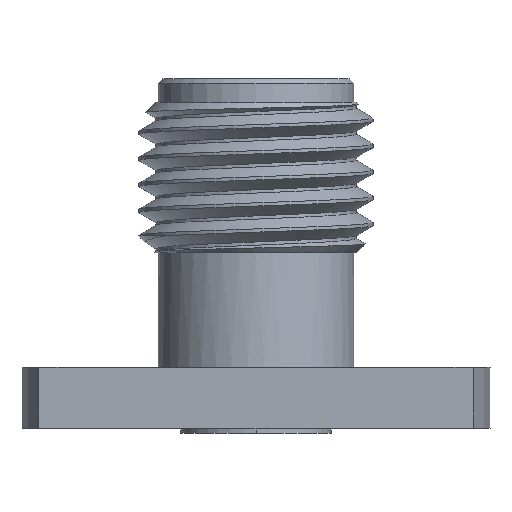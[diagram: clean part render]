
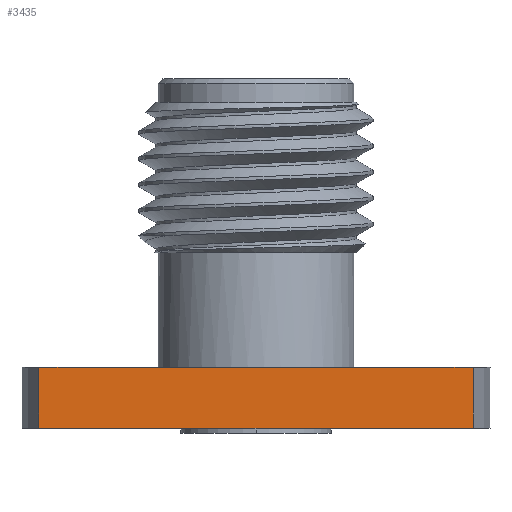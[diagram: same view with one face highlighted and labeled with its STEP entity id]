
A CAD part, left-side view. The second image highlights one B-rep face of the part: STEP entity #3435.
In plain terms, the highlighted planar face has unit normal (-1, 0, 0).
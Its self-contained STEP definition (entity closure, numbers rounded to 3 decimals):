
#157 = ORIENTED_EDGE ( 'NONE', *, *, #1866, .T. ) ;
#200 = LINE ( 'NONE', #4707, #899 ) ;
#244 = CARTESIAN_POINT ( 'NONE',  ( -2.415, -5.873, -1.65 ) ) ;
#356 = CARTESIAN_POINT ( 'NONE',  ( -2.415, -5.873, 0. ) ) ;
#448 = ORIENTED_EDGE ( 'NONE', *, *, #2341, .F. ) ;
#532 = VECTOR ( 'NONE', #1987, 1000. ) ;
#899 = VECTOR ( 'NONE', #3243, 1000. ) ;
#911 = CARTESIAN_POINT ( 'NONE',  ( -2.415, 1.091, 0. ) ) ;
#941 = DIRECTION ( 'NONE',  ( 0., 0., 1. ) ) ;
#1013 = VECTOR ( 'NONE', #1742, 1000. ) ;
#1034 = ORIENTED_EDGE ( 'NONE', *, *, #2175, .F. ) ;
#1089 = VERTEX_POINT ( 'NONE', #4337 ) ;
#1203 = ORIENTED_EDGE ( 'NONE', *, *, #2987, .F. ) ;
#1272 = ORIENTED_EDGE ( 'NONE', *, *, #1776, .T. ) ;
#1314 = VERTEX_POINT ( 'NONE', #244 ) ;
#1464 = LINE ( 'NONE', #3425, #532 ) ;
#1564 = AXIS2_PLACEMENT_3D ( 'NONE', #3631, #3978, #4346 ) ;
#1575 = ORIENTED_EDGE ( 'NONE', *, *, #2918, .F. ) ;
#1742 = DIRECTION ( 'NONE',  ( 0., 0., 1. ) ) ;
#1776 = EDGE_CURVE ( 'NONE', #1314, #1089, #2837, .T. ) ;
#1792 = LINE ( 'NONE', #356, #3151 ) ;
#1815 = PLANE ( 'NONE',  #1564 ) ;
#1866 = EDGE_CURVE ( 'NONE', #4434, #1314, #200, .T. ) ;
#1911 = CARTESIAN_POINT ( 'NONE',  ( -2.415, 5.873, 0. ) ) ;
#1987 = DIRECTION ( 'NONE',  ( 0., -1., 0. ) ) ;
#2138 = CARTESIAN_POINT ( 'NONE',  ( -2.415, -5.873, -1.65 ) ) ;
#2175 = EDGE_CURVE ( 'NONE', #2862, #3565, #1792, .T. ) ;
#2307 = FACE_OUTER_BOUND ( 'NONE', #2398, .T. ) ;
#2341 = EDGE_CURVE ( 'NONE', #4434, #2736, #2677, .T. ) ;
#2363 = LINE ( 'NONE', #3894, #3249 ) ;
#2395 = CARTESIAN_POINT ( 'NONE',  ( -2.415, 5.873, -1.65 ) ) ;
#2398 = EDGE_LOOP ( 'NONE', ( #1575, #448, #157, #1272, #1203, #1034 ) ) ;
#2575 = DIRECTION ( 'NONE',  ( 0., -1., 0. ) ) ;
#2677 = LINE ( 'NONE', #2395, #4516 ) ;
#2736 = VERTEX_POINT ( 'NONE', #1911 ) ;
#2837 = LINE ( 'NONE', #2138, #1013 ) ;
#2862 = VERTEX_POINT ( 'NONE', #911 ) ;
#2918 = EDGE_CURVE ( 'NONE', #2736, #2862, #1464, .T. ) ;
#2987 = EDGE_CURVE ( 'NONE', #3565, #1089, #2363, .T. ) ;
#3151 = VECTOR ( 'NONE', #2575, 1000. ) ;
#3243 = DIRECTION ( 'NONE',  ( 0., -1., 0. ) ) ;
#3249 = VECTOR ( 'NONE', #3530, 1000. ) ;
#3425 = CARTESIAN_POINT ( 'NONE',  ( -2.415, -5.873, 0. ) ) ;
#3435 = ADVANCED_FACE ( 'NONE', ( #2307 ), #1815, .T. ) ;
#3528 = CARTESIAN_POINT ( 'NONE',  ( -2.415, 5.873, -1.65 ) ) ;
#3530 = DIRECTION ( 'NONE',  ( 0., -1., 0. ) ) ;
#3565 = VERTEX_POINT ( 'NONE', #4466 ) ;
#3631 = CARTESIAN_POINT ( 'NONE',  ( -2.415, -5.873, -1.65 ) ) ;
#3894 = CARTESIAN_POINT ( 'NONE',  ( -2.415, -5.873, 0. ) ) ;
#3978 = DIRECTION ( 'NONE',  ( -1., 0., 0. ) ) ;
#4337 = CARTESIAN_POINT ( 'NONE',  ( -2.415, -5.873, 0. ) ) ;
#4346 = DIRECTION ( 'NONE',  ( 0., 0., 1. ) ) ;
#4434 = VERTEX_POINT ( 'NONE', #3528 ) ;
#4466 = CARTESIAN_POINT ( 'NONE',  ( -2.415, -1.091, 0. ) ) ;
#4516 = VECTOR ( 'NONE', #941, 1000. ) ;
#4707 = CARTESIAN_POINT ( 'NONE',  ( -2.415, -5.873, -1.65 ) ) ;
